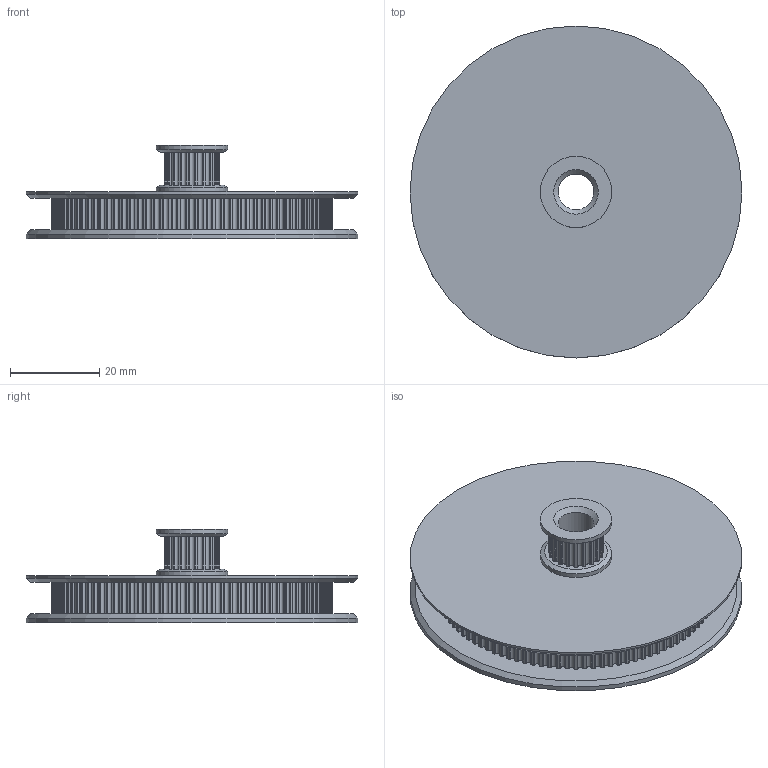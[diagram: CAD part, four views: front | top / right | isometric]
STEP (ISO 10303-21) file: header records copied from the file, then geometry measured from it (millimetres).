
FILE_DESCRIPTION(/* description */ (''),/* implementation_level */ '2;1');
FILE_NAME(/* name */ 'Combined 2.step',/* time_stamp */ '2025-08-08T09:11:07+10:00',/* author */ (''),/* organization */ (''),/* preprocessor_version */ 'ST-DEVELOPER v20.1',/* originating_system */ 'Autodesk Translation Framework v14.10.0.0',/* authorisation */ '');
FILE_SCHEMA (('AUTOMOTIVE_DESIGN { 1 0 10303 214 3 1 1 }'));
Length unit declared in the file: millimetre
Products named in the file (3): Combined 2; Parametric GT2 100 pulley v3 v1; GT2 20 T 6.3mm bore v1
Assembly tree (2 placements, depth 2):
  Combined 2
    Parametric GT2 100 pulley v3 v1
    GT2 20 T 6.3mm bore v1
Bounding box: 74.52 x 74.52 x 20.9 mm (x, y, z)
Volume: 36766 mm3; surface area: 14970.3 mm2
Topology: 1 solids, 1 shells, 538 faces, 1589 edges, 1058 vertices
Faces by surface type: cylinder 525, plane 7, cone 6
Full cylindrical faces by diameter (mm): 8 x1, 16 x2, 74.522 x2
Entity records: 18730 total; most frequent: DIRECTION 3735, CARTESIAN_POINT 3191, ORIENTED_EDGE 3178, AXIS2_PLACEMENT_3D 1602, EDGE_CURVE 1589, CIRCLE 1058, VERTEX_POINT 1058, EDGE_LOOP 545
